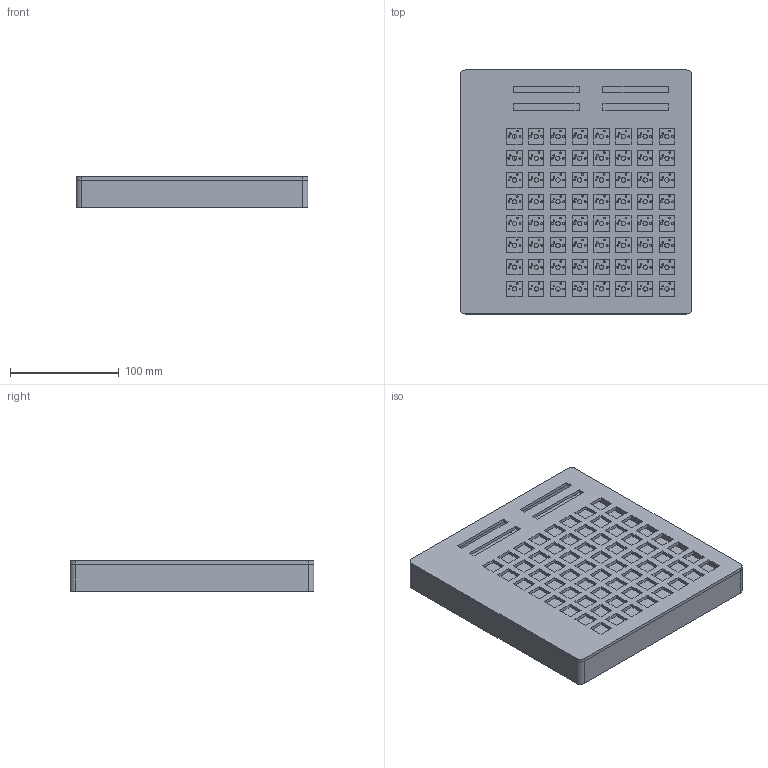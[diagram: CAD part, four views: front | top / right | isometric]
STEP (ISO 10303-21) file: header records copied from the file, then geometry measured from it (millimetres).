
FILE_DESCRIPTION(/* description */ ('KiCad electronic assembly'),/* implementation_level */ '2;1');
FILE_NAME(/* name */ 'midi v2.step',/* time_stamp */ '2025-06-05T20:21:33+01:00',/* author */ (''),/* organization */ (''),/* preprocessor_version */ 'ST-DEVELOPER v20.1',/* originating_system */ 'Autodesk Translation Framework v14.10.0.0',/* authorisation */ '');
FILE_SCHEMA (('AUTOMOTIVE_DESIGN { 1 0 10303 214 3 1 1 }'));
Length unit declared in the file: millimetre
Products named in the file (2): midi 1; midi_PCB
Assembly tree (1 placements, depth 2):
  midi 1
    midi_PCB
Bounding box: 213 x 224 x 28 mm (x, y, z)
Volume: 926818.3 mm3; surface area: 290406.3 mm2
Topology: 3 solids, 3 shells, 676 faces, 2011 edges, 1341 vertices
Faces by surface type: cylinder 370, plane 306
Full cylindrical faces by diameter (mm): 1 x14, 1.2 x12, 1.5 x128, 1.7 x144, 4 x64
Entity records: 24716 total; most frequent: DIRECTION 4111, CARTESIAN_POINT 4032, ORIENTED_EDGE 4022, EDGE_CURVE 2011, EDGE_LOOP 1538, AXIS2_PLACEMENT_3D 1420, VERTEX_POINT 1341, LINE 1271
